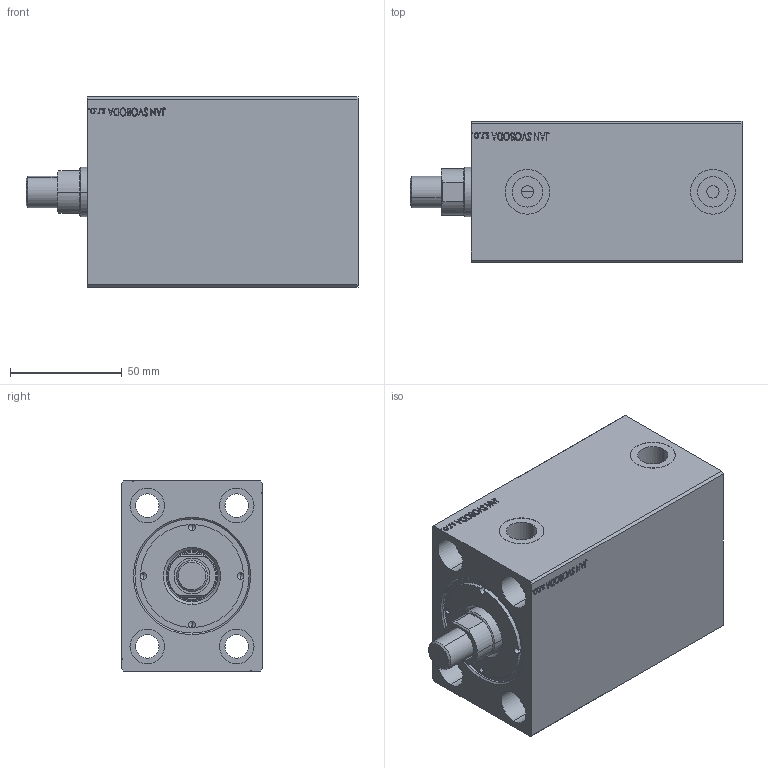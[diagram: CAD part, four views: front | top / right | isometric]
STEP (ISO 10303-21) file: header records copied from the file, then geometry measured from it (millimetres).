
FILE_DESCRIPTION (( 'STEP AP203' ), '1' );
FILE_NAME ('77a3.STEP', '2020-09-18T19:01:01', ( '' ), ( '' ), 'SwSTEP 2.0', 'SolidWorks 2019', '' );
FILE_SCHEMA (( 'CONFIG_CONTROL_DESIGN' ));
Length unit declared in the file: millimetre
Products named in the file (5): 77a3; V500CZ_VCP_C 3bc8eef16b8b759f2d86bd79612f0b51; V500CZ_FM 3bc8eef16b8b759f2d86bd79612f0b51; V500CZ_VC_vysunovaci_C 3bc8eef16b8b759f2d86bd79612f0b51; V500CZ_C 3bc8eef16b8b759f2d86bd79612f0b51
Assembly tree (4 placements, depth 2):
  77a3
    V500CZ_C 3bc8eef16b8b759f2d86bd79612f0b51
    V500CZ_FM 3bc8eef16b8b759f2d86bd79612f0b51
    V500CZ_VC_vysunovaci_C 3bc8eef16b8b759f2d86bd79612f0b51
    V500CZ_VCP_C 3bc8eef16b8b759f2d86bd79612f0b51
Bounding box: 148.5 x 63 x 85 mm (x, y, z)
Volume: 550370.1 mm3; surface area: 95719.1 mm2
Topology: 4 solids, 4 shells, 904 faces, 2302 edges, 1521 vertices
Faces by surface type: plane 417, bspline 380, cylinder 85, cone 18, torus 4
Entity records: 45152 total; most frequent: CARTESIAN_POINT 25214, ORIENTED_EDGE 4588, DIRECTION 2787, EDGE_CURVE 2294, VERTEX_POINT 1521, LINE 1335, VECTOR 1335, EDGE_LOOP 1037
